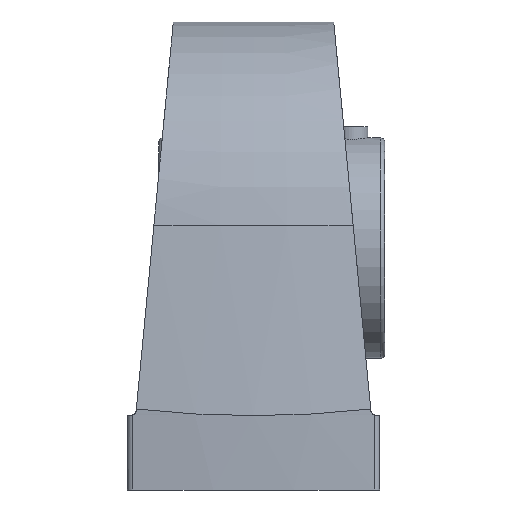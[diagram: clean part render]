
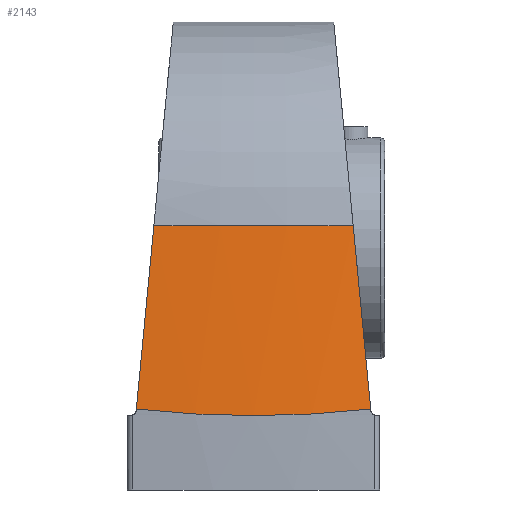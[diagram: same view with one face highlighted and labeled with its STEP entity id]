
A CAD part, front view. The second image highlights one B-rep face of the part: STEP entity #2143.
In plain terms, the highlighted conical face has half-angle 6.865 degrees and reference radius 240.919 mm.
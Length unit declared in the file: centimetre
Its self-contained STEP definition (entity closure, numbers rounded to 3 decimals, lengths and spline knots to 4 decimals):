
#35=(
BOUNDED_CURVE()
B_SPLINE_CURVE(2,(#4558,#4559,#4560),.UNSPECIFIED.,.F.,.U.)
B_SPLINE_CURVE_WITH_KNOTS((3,3),(1.2643,4.064),.UNSPECIFIED.)
CURVE()
GEOMETRIC_REPRESENTATION_ITEM()
RATIONAL_B_SPLINE_CURVE((1.,1.,1.))
REPRESENTATION_ITEM('')
);
#36=(
BOUNDED_CURVE()
B_SPLINE_CURVE(2,(#5631,#5632,#5633),.UNSPECIFIED.,.F.,.U.)
B_SPLINE_CURVE_WITH_KNOTS((3,3),(1.2887,4.0884),.UNSPECIFIED.)
CURVE()
GEOMETRIC_REPRESENTATION_ITEM()
RATIONAL_B_SPLINE_CURVE((1.,1.,1.))
REPRESENTATION_ITEM('')
);
#75=B_SPLINE_CURVE_WITH_KNOTS('',3,(#4056,#4057,#4058,#4059,#4060,#4061,
#4062,#4063,#4064,#4065),.UNSPECIFIED.,.F.,.U.,(4,2,2,2,4),(4.3116,
6.4673,8.6231,10.7789,12.9347),.UNSPECIFIED.);
#76=B_SPLINE_CURVE_WITH_KNOTS('',3,(#4067,#4068,#4069,#4070,#4071,#4072,
#4073,#4074,#4075,#4076),.UNSPECIFIED.,.F.,.U.,(4,2,2,2,4),(4.3116,
6.4673,8.6231,10.7789,12.9347),.UNSPECIFIED.);
#287=CIRCLE('',#2379,23.9192);
#297=CONICAL_SURFACE('',#2380,24.0919,0.12);
#426=VERTEX_POINT('',#4055);
#427=VERTEX_POINT('',#4066);
#428=VERTEX_POINT('',#4077);
#443=VERTEX_POINT('',#4557);
#496=VERTEX_POINT('',#5634);
#881=EDGE_CURVE('',#426,#427,#75,.F.);
#882=EDGE_CURVE('',#427,#428,#76,.F.);
#907=EDGE_CURVE('',#426,#443,#35,.T.);
#997=EDGE_CURVE('',#496,#428,#36,.T.);
#1004=EDGE_CURVE('',#443,#496,#287,.F.);
#1561=ORIENTED_EDGE('',*,*,#997,.T.);
#1562=ORIENTED_EDGE('',*,*,#882,.F.);
#1563=ORIENTED_EDGE('',*,*,#881,.F.);
#1564=ORIENTED_EDGE('',*,*,#907,.T.);
#1565=ORIENTED_EDGE('',*,*,#1004,.T.);
#1791=EDGE_LOOP('',(#1561,#1562,#1563,#1564,#1565));
#1998=FACE_BOUND('',#1791,.T.);
#2143=ADVANCED_FACE('',(#1998),#297,.T.);
#2379=AXIS2_PLACEMENT_3D('',#5741,#2892,#2893);
#2380=AXIS2_PLACEMENT_3D('',#5755,#2894,#2895);
#2892=DIRECTION('',(0.,0.,1.));
#2893=DIRECTION('',(0.,-23.919,0.));
#2894=DIRECTION('',(0.,0.,-1.));
#2895=DIRECTION('',(0.,-24.092,0.));
#4055=CARTESIAN_POINT('',(1.7685,-3.7334,1.2226));
#4056=CARTESIAN_POINT('',(-4.426,-3.3254,1.7556));
#4057=CARTESIAN_POINT('',(-3.7009,-3.4861,1.5453));
#4058=CARTESIAN_POINT('',(-2.9543,-3.6094,1.3844));
#4059=CARTESIAN_POINT('',(-1.4631,-3.7714,1.173));
#4060=CARTESIAN_POINT('',(-0.7186,-3.81,1.1227));
#4061=CARTESIAN_POINT('',(0.7186,-3.81,1.1227));
#4062=CARTESIAN_POINT('',(1.4631,-3.7714,1.173));
#4063=CARTESIAN_POINT('',(2.9543,-3.6094,1.3844));
#4064=CARTESIAN_POINT('',(3.7009,-3.4861,1.5453));
#4065=CARTESIAN_POINT('',(4.426,-3.3254,1.7556));
#4066=CARTESIAN_POINT('',(0.,-3.81,1.1227));
#4067=CARTESIAN_POINT('',(-4.426,-3.3254,1.7556));
#4068=CARTESIAN_POINT('',(-3.7009,-3.4861,1.5453));
#4069=CARTESIAN_POINT('',(-2.9543,-3.6094,1.3844));
#4070=CARTESIAN_POINT('',(-1.4631,-3.7714,1.173));
#4071=CARTESIAN_POINT('',(-0.7186,-3.81,1.1227));
#4072=CARTESIAN_POINT('',(0.7186,-3.81,1.1227));
#4073=CARTESIAN_POINT('',(1.4631,-3.7714,1.173));
#4074=CARTESIAN_POINT('',(2.9543,-3.6094,1.3844));
#4075=CARTESIAN_POINT('',(3.7009,-3.4861,1.5453));
#4076=CARTESIAN_POINT('',(4.426,-3.3254,1.7556));
#4077=CARTESIAN_POINT('',(-1.7685,-3.7334,1.2226));
#4557=CARTESIAN_POINT('',(1.5039,-3.4172,3.9919));
#4558=CARTESIAN_POINT('',(1.7685,-3.7334,1.2226));
#4559=CARTESIAN_POINT('',(1.6353,-3.5749,2.6164));
#4560=CARTESIAN_POINT('',(1.5039,-3.4172,3.9919));
#5631=CARTESIAN_POINT('',(-1.5039,-3.4172,3.9919));
#5632=CARTESIAN_POINT('',(-1.6353,-3.5749,2.6164));
#5633=CARTESIAN_POINT('',(-1.7685,-3.7334,1.2226));
#5634=CARTESIAN_POINT('',(-1.5039,-3.4172,3.9919));
#5741=CARTESIAN_POINT('',(0.,20.4546,3.9919));
#5755=CARTESIAN_POINT('',(0.,20.4546,2.5573));
